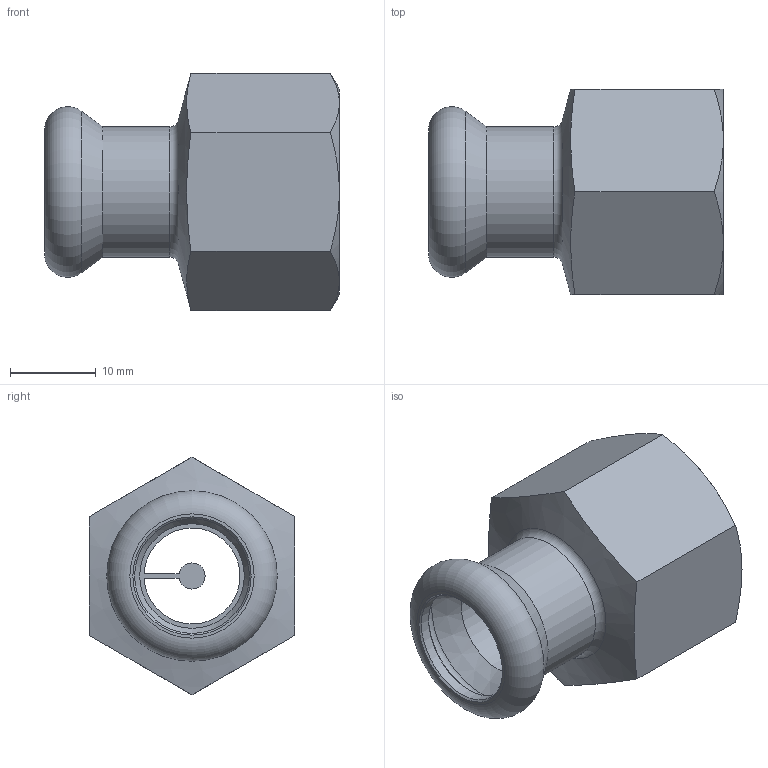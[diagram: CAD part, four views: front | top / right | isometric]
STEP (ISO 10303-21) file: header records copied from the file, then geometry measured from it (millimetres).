
FILE_DESCRIPTION(/* description */ (''),/* implementation_level */ '2;1');
FILE_NAME(/* name */ '33010.stp',/* time_stamp */ '2014-04-03T18:51:20+02:00',/* author */ ('bruh'),/* organization */ (''),/* preprocessor_version */ 'ST-DEVELOPER v15.2',/* originating_system */ 'Autodesk Inventor 2014',/* authorisation */ '');
FILE_SCHEMA (('AUTOMOTIVE_DESIGN { 1 0 10303 214 3 1 1 }'));
Length unit declared in the file: millimetre
Products named in the file (2): 101845; 33010
Bounding box: 34.4 x 24 x 27.71 mm (x, y, z)
Volume: 5678.6 mm3; surface area: 4802 mm2
Topology: 2 solids, 2 shells, 36 faces, 77 edges, 46 vertices
Faces by surface type: plane 13, cone 13, cylinder 7, torus 3
Full cylindrical faces by diameter (mm): 12.2 x2, 13.4 x1, 15.2 x1, 18.631 x1
Entity records: 911 total; most frequent: CARTESIAN_POINT 179, DIRECTION 148, ORIENTED_EDGE 120, AXIS2_PLACEMENT_3D 67, EDGE_CURVE 60, EDGE_LOOP 56, VERTEX_POINT 44, ADVANCED_FACE 36
